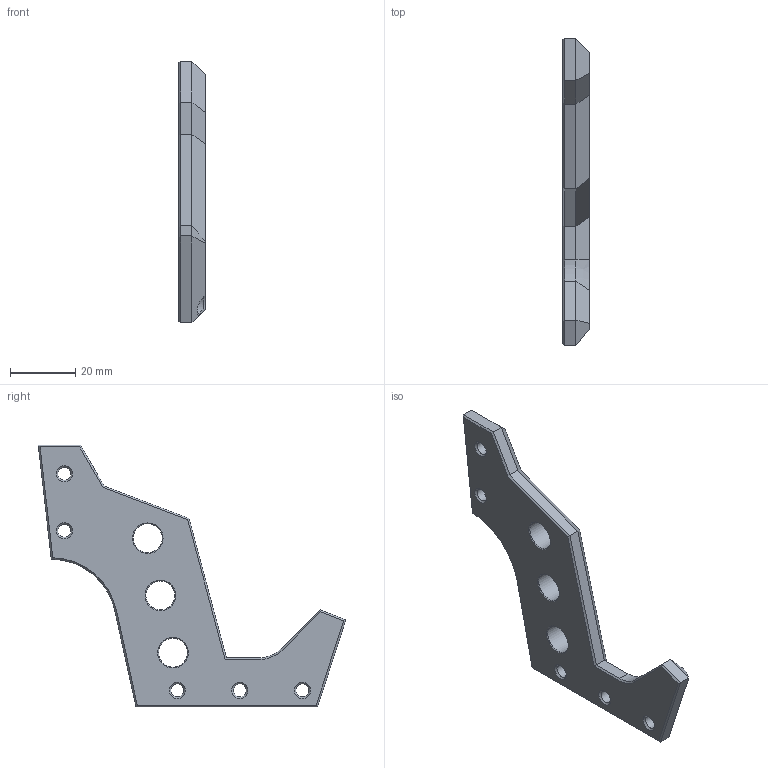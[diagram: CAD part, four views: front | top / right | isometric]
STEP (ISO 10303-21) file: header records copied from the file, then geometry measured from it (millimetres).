
FILE_DESCRIPTION(/* description */ ('Unknown'),/* implementation_level */ '2;1');
FILE_NAME(/* name */ 'seagull4A_l-Bracket_focus_002',/* time_stamp */ '2026-01-13T22:49:52-05:00',/* author */ ('Unknown'),/* organization */ ('Unknown'),/* preprocessor_version */ 'ST-DEVELOPER v18.1',/* originating_system */ 'Solid Edge',/* authorisation */ 'Unknown');
FILE_SCHEMA (('AUTOMOTIVE_DESIGN {1 0 10303 214 3 1 1}'));
Length unit declared in the file: millimetre
Products named in the file (2): seagull_4A104_jawboneCage; seagull4A_l-Bracket_focus_002
Assembly tree (1 placements, depth 2):
  seagull_4A104_jawboneCage
    seagull4A_l-Bracket_focus_002
Bounding box: 8 x 94.4 x 80.25 mm (x, y, z)
Volume: 19826.1 mm3; surface area: 8634.8 mm2
Topology: 1 solids, 1 shells, 86 faces, 211 edges, 127 vertices
Faces by surface type: plane 40, cone 25, cylinder 15, bspline 6
Full cylindrical faces by diameter (mm): 4 x5, 8 x5, 8.9 x3
Entity records: 2628 total; most frequent: CARTESIAN_POINT 779, DIRECTION 359, ORIENTED_EDGE 336, EDGE_CURVE 168, AXIS2_PLACEMENT_3D 137, EDGE_LOOP 131, FACE_BOUND 131, VERTEX_POINT 113
